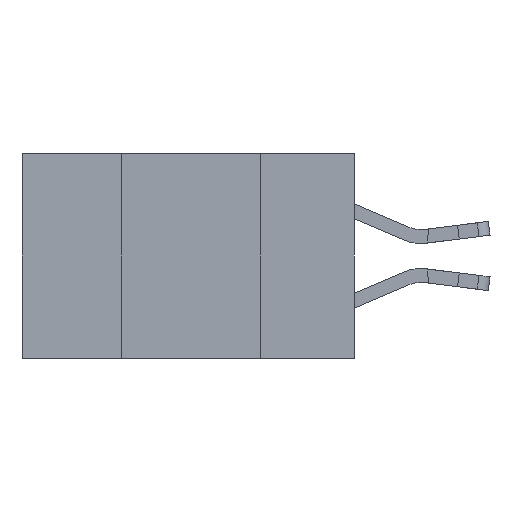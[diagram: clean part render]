
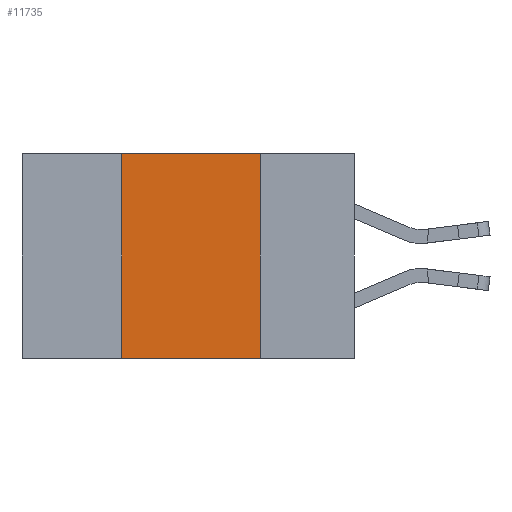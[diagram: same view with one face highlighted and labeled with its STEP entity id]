
A CAD part, left-side view. The second image highlights one B-rep face of the part: STEP entity #11735.
In plain terms, the highlighted planar face has unit normal (-1, 0, 0).
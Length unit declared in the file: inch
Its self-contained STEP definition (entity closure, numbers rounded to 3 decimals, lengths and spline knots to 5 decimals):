
#7 = VECTOR ( 'NONE', #4560, 39.37008 ) ;
#46 = EDGE_CURVE ( 'NONE', #4703, #2143, #6429, .T. ) ;
#54 = VECTOR ( 'NONE', #1968, 39.37008 ) ;
#1968 = DIRECTION ( 'NONE',  ( 0., 0., 1. ) ) ;
#2143 = VERTEX_POINT ( 'NONE', #7060 ) ;
#2897 = DIRECTION ( 'NONE',  ( 0., -1., 0. ) ) ;
#3246 = CARTESIAN_POINT ( 'NONE',  ( 0., 0.6, 0. ) ) ;
#3600 = ORIENTED_EDGE ( 'NONE', *, *, #8985, .T. ) ;
#3909 = ORIENTED_EDGE ( 'NONE', *, *, #46, .F. ) ;
#4560 = DIRECTION ( 'NONE',  ( 0., -1., 0. ) ) ;
#4663 = CARTESIAN_POINT ( 'NONE',  ( 0., 0.42, 0. ) ) ;
#4703 = VERTEX_POINT ( 'NONE', #7176 ) ;
#5206 = VECTOR ( 'NONE', #14947, 39.37008 ) ;
#5600 = PLANE ( 'NONE',  #14148 ) ;
#5713 = LINE ( 'NONE', #12362, #54 ) ;
#5868 = ORIENTED_EDGE ( 'NONE', *, *, #9536, .F. ) ;
#6429 = LINE ( 'NONE', #10485, #5206 ) ;
#6624 = LINE ( 'NONE', #9718, #10964 ) ;
#6730 = DIRECTION ( 'NONE',  ( 0., 0., -1. ) ) ;
#7060 = CARTESIAN_POINT ( 'NONE',  ( 0., 0.17, -0.37 ) ) ;
#7176 = CARTESIAN_POINT ( 'NONE',  ( 0., 0.17, 0. ) ) ;
#7394 = LINE ( 'NONE', #3246, #7 ) ;
#7580 = EDGE_LOOP ( 'NONE', ( #3909, #5868, #9175, #3600 ) ) ;
#7687 = VERTEX_POINT ( 'NONE', #4663 ) ;
#8985 = EDGE_CURVE ( 'NONE', #12115, #2143, #6624, .T. ) ;
#9175 = ORIENTED_EDGE ( 'NONE', *, *, #13598, .F. ) ;
#9536 = EDGE_CURVE ( 'NONE', #7687, #4703, #7394, .T. ) ;
#9718 = CARTESIAN_POINT ( 'NONE',  ( 0., 0.6, -0.37 ) ) ;
#9873 = CARTESIAN_POINT ( 'NONE',  ( 0., 0.42, -0.37 ) ) ;
#10485 = CARTESIAN_POINT ( 'NONE',  ( 0., 0.17, 0. ) ) ;
#10964 = VECTOR ( 'NONE', #2897, 39.37008 ) ;
#11366 = FACE_OUTER_BOUND ( 'NONE', #7580, .T. ) ;
#11735 = ADVANCED_FACE ( 'NONE', ( #11366 ), #5600, .F. ) ;
#12115 = VERTEX_POINT ( 'NONE', #9873 ) ;
#12362 = CARTESIAN_POINT ( 'NONE',  ( 0., 0.42, 0. ) ) ;
#13567 = CARTESIAN_POINT ( 'NONE',  ( 0., 0.6, 0. ) ) ;
#13598 = EDGE_CURVE ( 'NONE', #12115, #7687, #5713, .T. ) ;
#13666 = DIRECTION ( 'NONE',  ( 1., 0., 0. ) ) ;
#14148 = AXIS2_PLACEMENT_3D ( 'NONE', #13567, #13666, #6730 ) ;
#14947 = DIRECTION ( 'NONE',  ( 0., 0., -1. ) ) ;
